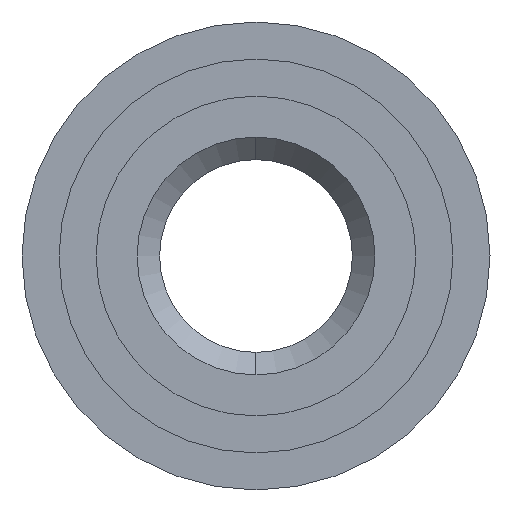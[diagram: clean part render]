
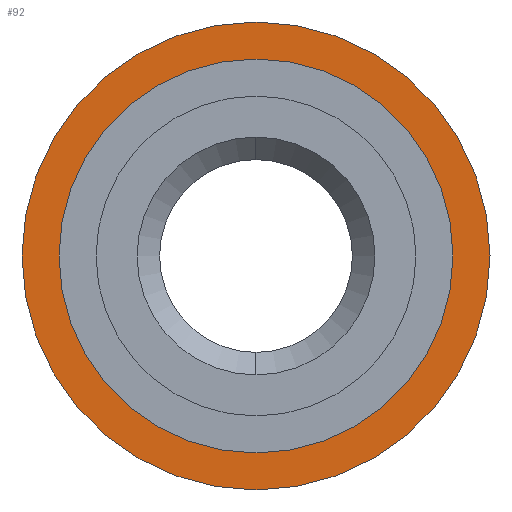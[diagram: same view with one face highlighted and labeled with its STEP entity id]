
A CAD part, left-side view. The second image highlights one B-rep face of the part: STEP entity #92.
In plain terms, the highlighted planar face has unit normal (-1, 0, 0).
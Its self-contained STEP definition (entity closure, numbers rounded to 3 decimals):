
#21 = DIRECTION ( 'NONE',  ( 0., 0., -1. ) ) ;
#68 = AXIS2_PLACEMENT_3D ( 'NONE', #1387, #1254, #568 ) ;
#92 = ADVANCED_FACE ( 'NONE', ( #1691, #1143 ), #1412, .T. ) ;
#150 = ORIENTED_EDGE ( 'NONE', *, *, #241, .T. ) ;
#179 = CIRCLE ( 'NONE', #68, 3.313 ) ;
#181 = DIRECTION ( 'NONE',  ( 0., 0., -1. ) ) ;
#214 = CARTESIAN_POINT ( 'NONE',  ( 0.77, 0., 3.935 ) ) ;
#241 = EDGE_CURVE ( 'NONE', #1552, #424, #1262, .T. ) ;
#345 = AXIS2_PLACEMENT_3D ( 'NONE', #1324, #671, #1585 ) ;
#424 = VERTEX_POINT ( 'NONE', #1613 ) ;
#461 = CARTESIAN_POINT ( 'NONE',  ( 0.77, 0., -3.313 ) ) ;
#559 = EDGE_CURVE ( 'NONE', #616, #1529, #179, .T. ) ;
#568 = DIRECTION ( 'NONE',  ( 0., 0., -1. ) ) ;
#616 = VERTEX_POINT ( 'NONE', #1310 ) ;
#665 = EDGE_CURVE ( 'NONE', #1529, #616, #1544, .T. ) ;
#671 = DIRECTION ( 'NONE',  ( -1., 0., 0. ) ) ;
#721 = AXIS2_PLACEMENT_3D ( 'NONE', #1634, #1513, #21 ) ;
#750 = CIRCLE ( 'NONE', #721, 3.935 ) ;
#782 = CARTESIAN_POINT ( 'NONE',  ( 0.77, 0., 0. ) ) ;
#891 = AXIS2_PLACEMENT_3D ( 'NONE', #1426, #1532, #181 ) ;
#902 = ORIENTED_EDGE ( 'NONE', *, *, #559, .F. ) ;
#958 = EDGE_LOOP ( 'NONE', ( #1555, #150 ) ) ;
#971 = EDGE_CURVE ( 'NONE', #424, #1552, #750, .T. ) ;
#1143 = FACE_BOUND ( 'NONE', #1245, .T. ) ;
#1245 = EDGE_LOOP ( 'NONE', ( #1350, #902 ) ) ;
#1254 = DIRECTION ( 'NONE',  ( -1., 0., 0. ) ) ;
#1262 = CIRCLE ( 'NONE', #345, 3.935 ) ;
#1310 = CARTESIAN_POINT ( 'NONE',  ( 0.77, 0., 3.313 ) ) ;
#1324 = CARTESIAN_POINT ( 'NONE',  ( 0.77, 0., 0. ) ) ;
#1340 = DIRECTION ( 'NONE',  ( -1., 0., 0. ) ) ;
#1350 = ORIENTED_EDGE ( 'NONE', *, *, #665, .F. ) ;
#1373 = AXIS2_PLACEMENT_3D ( 'NONE', #782, #1340, #1725 ) ;
#1387 = CARTESIAN_POINT ( 'NONE',  ( 0.77, 0., 0. ) ) ;
#1412 = PLANE ( 'NONE',  #891 ) ;
#1426 = CARTESIAN_POINT ( 'NONE',  ( 0.77, 0., -1.968 ) ) ;
#1513 = DIRECTION ( 'NONE',  ( -1., 0., 0. ) ) ;
#1529 = VERTEX_POINT ( 'NONE', #461 ) ;
#1532 = DIRECTION ( 'NONE',  ( -1., 0., 0. ) ) ;
#1544 = CIRCLE ( 'NONE', #1373, 3.313 ) ;
#1552 = VERTEX_POINT ( 'NONE', #214 ) ;
#1555 = ORIENTED_EDGE ( 'NONE', *, *, #971, .T. ) ;
#1585 = DIRECTION ( 'NONE',  ( 0., 0., -1. ) ) ;
#1613 = CARTESIAN_POINT ( 'NONE',  ( 0.77, 0., -3.935 ) ) ;
#1634 = CARTESIAN_POINT ( 'NONE',  ( 0.77, 0., 0. ) ) ;
#1691 = FACE_OUTER_BOUND ( 'NONE', #958, .T. ) ;
#1725 = DIRECTION ( 'NONE',  ( 0., 0., -1. ) ) ;
